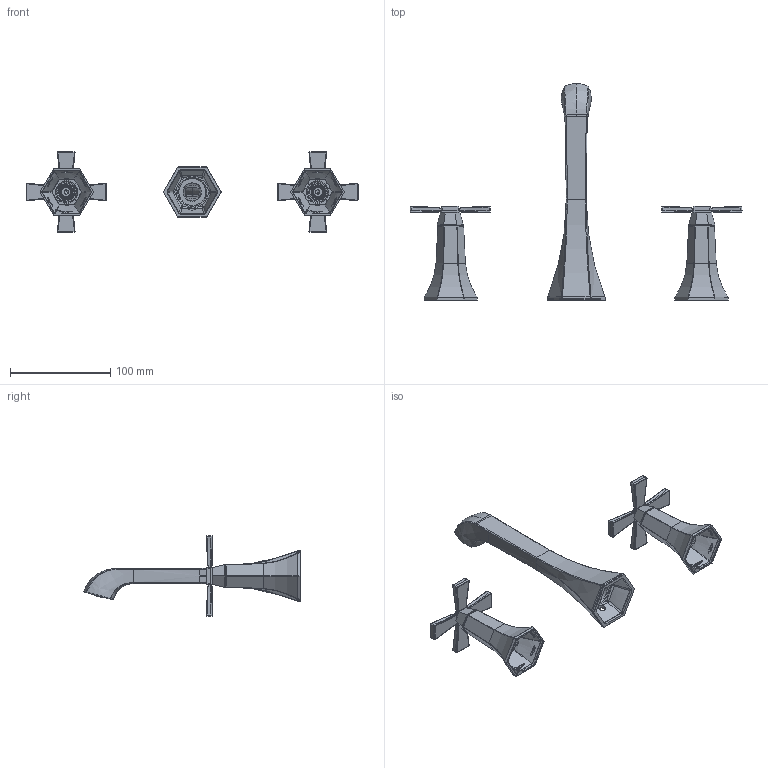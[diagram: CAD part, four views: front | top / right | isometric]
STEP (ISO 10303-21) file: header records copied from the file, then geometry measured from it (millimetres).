
FILE_DESCRIPTION(('CATIA V5 STEP Exchange','CAx-IF Rec.Pracs.--- Model Styling and Organization---1.5--- 2016-08-15','CAx-IF Rec.Pracs.---Supplemental Geometry---1.0---2011-11-01','CAx-IF Rec.Pracs.--- Composite Materials ---3.4---2017-06-13','CAx-IF Rec.Pracs.---Tessellated 3D Geometry---1.0---2015-12-17'),'2;1');
FILE_NAME('CX013510.stp','2024-07-02T09:39:00+00:00',('none'),('none'),'CATIA Version 5-6 Release 2020 SP2','CATIA V5 STEP AP242 v2','none');
FILE_SCHEMA(('AP242_MANAGED_MODEL_BASED_3D_ENGINEERING_MIM_LF {1 0 10303 442 1 1 4}'));
Length unit declared in the file: millimetre
Products named in the file (1): PR.0285.58_AllCATPart
Bounding box: 330.5 x 215.8 x 80 mm (x, y, z)
Volume: 122542.7 mm3; surface area: 85067.5 mm2
Topology: 12 solids, 12 shells, 2014 faces, 5224 edges, 3193 vertices
Faces by surface type: plane 856, bspline 436, cylinder 346, cone 188, sphere 120, torus 68
Entity records: 91428 total; most frequent: CARTESIAN_POINT 50534, ORIENTED_EDGE 10216, DIRECTION 5254, EDGE_CURVE 5108, VERTEX_POINT 3193, B_SPLINE_CURVE_WITH_KNOTS 2152, EDGE_LOOP 2125, VECTOR 2119
